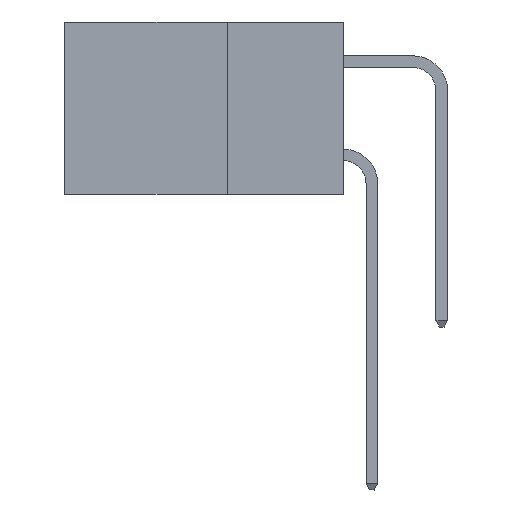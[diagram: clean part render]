
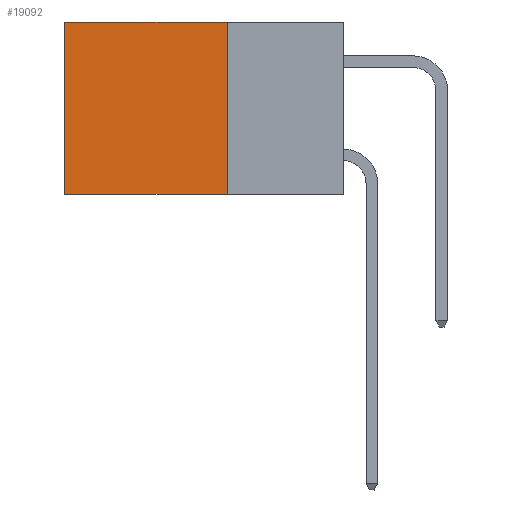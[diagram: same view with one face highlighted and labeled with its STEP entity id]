
A CAD part, left-side view. The second image highlights one B-rep face of the part: STEP entity #19092.
In plain terms, the highlighted planar face has unit normal (-1, 0, 0).
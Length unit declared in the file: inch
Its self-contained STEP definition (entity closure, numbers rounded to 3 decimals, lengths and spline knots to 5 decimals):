
#1409 = CARTESIAN_POINT ( 'NONE',  ( 0.2615, 0.25, -0.37 ) ) ;
#3004 = LINE ( 'NONE', #10217, #14068 ) ;
#3461 = CARTESIAN_POINT ( 'NONE',  ( 0.2615, 0.25, 0. ) ) ;
#4497 = EDGE_LOOP ( 'NONE', ( #10144, #19933, #7268, #5873 ) ) ;
#4871 = PLANE ( 'NONE',  #8107 ) ;
#5641 = LINE ( 'NONE', #12838, #10658 ) ;
#5760 = VERTEX_POINT ( 'NONE', #5835 ) ;
#5777 = FACE_OUTER_BOUND ( 'NONE', #4497, .T. ) ;
#5835 = CARTESIAN_POINT ( 'NONE',  ( 0.2615, 0.6, -0.37 ) ) ;
#5873 = ORIENTED_EDGE ( 'NONE', *, *, #13304, .T. ) ;
#6552 = VERTEX_POINT ( 'NONE', #12512 ) ;
#7268 = ORIENTED_EDGE ( 'NONE', *, *, #19700, .F. ) ;
#7531 = DIRECTION ( 'NONE',  ( 0., 1., 0. ) ) ;
#8107 = AXIS2_PLACEMENT_3D ( 'NONE', #8857, #16183, #21743 ) ;
#8444 = DIRECTION ( 'NONE',  ( 0., 0., -1. ) ) ;
#8857 = CARTESIAN_POINT ( 'NONE',  ( 0.2615, 0.25, -0.37 ) ) ;
#9877 = CARTESIAN_POINT ( 'NONE',  ( 0.2615, 0.25, -0.37 ) ) ;
#10144 = ORIENTED_EDGE ( 'NONE', *, *, #16744, .T. ) ;
#10217 = CARTESIAN_POINT ( 'NONE',  ( 0.2615, 0.6, -0.37 ) ) ;
#10658 = VECTOR ( 'NONE', #7531, 39.37008 ) ;
#12164 = LINE ( 'NONE', #1409, #15659 ) ;
#12512 = CARTESIAN_POINT ( 'NONE',  ( 0.2615, 0.25, -0.37 ) ) ;
#12838 = CARTESIAN_POINT ( 'NONE',  ( 0.2615, 0.25, 0. ) ) ;
#13304 = EDGE_CURVE ( 'NONE', #21045, #15179, #5641, .T. ) ;
#14068 = VECTOR ( 'NONE', #8444, 39.37008 ) ;
#15179 = VERTEX_POINT ( 'NONE', #20266 ) ;
#15659 = VECTOR ( 'NONE', #19265, 39.37008 ) ;
#16183 = DIRECTION ( 'NONE',  ( 1., 0., 0. ) ) ;
#16744 = EDGE_CURVE ( 'NONE', #15179, #5760, #3004, .T. ) ;
#16962 = DIRECTION ( 'NONE',  ( 0., 0., -1. ) ) ;
#17074 = LINE ( 'NONE', #9877, #21354 ) ;
#18844 = EDGE_CURVE ( 'NONE', #6552, #5760, #12164, .T. ) ;
#19092 = ADVANCED_FACE ( 'NONE', ( #5777 ), #4871, .F. ) ;
#19265 = DIRECTION ( 'NONE',  ( 0., 1., 0. ) ) ;
#19700 = EDGE_CURVE ( 'NONE', #21045, #6552, #17074, .T. ) ;
#19933 = ORIENTED_EDGE ( 'NONE', *, *, #18844, .F. ) ;
#20266 = CARTESIAN_POINT ( 'NONE',  ( 0.2615, 0.6, 0. ) ) ;
#21045 = VERTEX_POINT ( 'NONE', #3461 ) ;
#21354 = VECTOR ( 'NONE', #16962, 39.37008 ) ;
#21743 = DIRECTION ( 'NONE',  ( 0., 0., -1. ) ) ;
